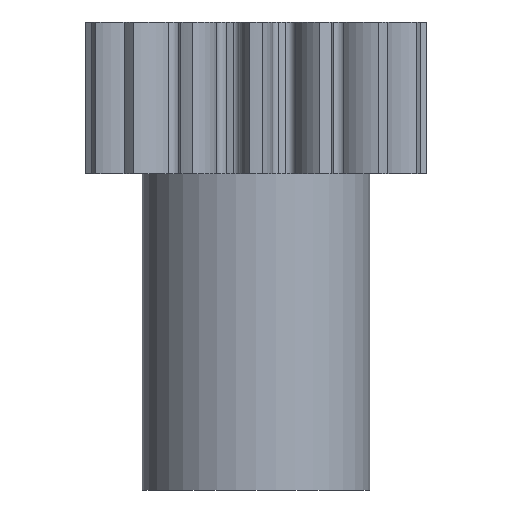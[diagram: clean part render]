
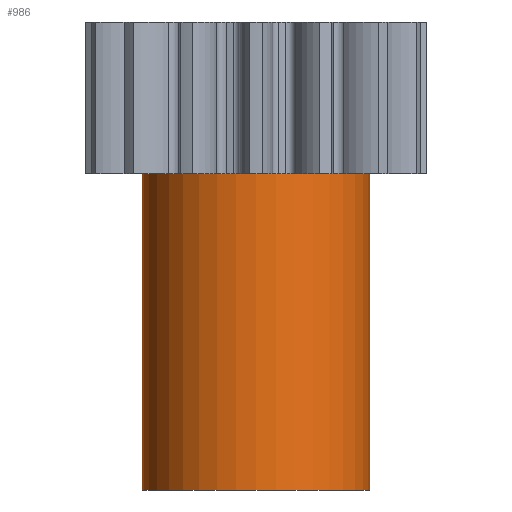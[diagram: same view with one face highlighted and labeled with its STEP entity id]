
A CAD part, front view. The second image highlights one B-rep face of the part: STEP entity #986.
In plain terms, the highlighted cylindrical face has radius 9 mm (diameter 18 mm), a partial arc.
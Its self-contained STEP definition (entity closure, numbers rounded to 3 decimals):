
#241 = CARTESIAN_POINT ( 'NONE',  ( 9., 0., -25. ) ) ;
#252 = CARTESIAN_POINT ( 'NONE',  ( 9., 0., 0. ) ) ;
#253 = DIRECTION ( 'NONE',  ( 0., 0., 1. ) ) ;
#254 = VECTOR ( 'NONE', #253, 1000. ) ;
#255 = CARTESIAN_POINT ( 'NONE',  ( -9., 0., -25. ) ) ;
#259 = LINE ( 'NONE', #255, #254 ) ;
#261 = CARTESIAN_POINT ( 'NONE',  ( -9., 0., 0. ) ) ;
#449 = CARTESIAN_POINT ( 'NONE',  ( -9., 0., -25. ) ) ;
#986 = ADVANCED_FACE ( 'NONE', ( #2794 ), #2704, .T. ) ;
#1005 = EDGE_LOOP ( 'NONE', ( #1044, #1046, #1054, #1050 ) ) ;
#1044 = ORIENTED_EDGE ( 'NONE', *, *, #3415, .F. ) ;
#1046 = ORIENTED_EDGE ( 'NONE', *, *, #1049, .T. ) ;
#1049 = EDGE_CURVE ( 'NONE', #3410, #3424, #2760, .T. ) ;
#1050 = ORIENTED_EDGE ( 'NONE', *, *, #3002, .F. ) ;
#1054 = ORIENTED_EDGE ( 'NONE', *, *, #3397, .T. ) ;
#2529 = DIRECTION ( 'NONE',  ( 0., 0., 1. ) ) ;
#2530 = VECTOR ( 'NONE', #2529, 1000. ) ;
#2532 = CARTESIAN_POINT ( 'NONE',  ( 9., 0., -25. ) ) ;
#2548 = LINE ( 'NONE', #2532, #2530 ) ;
#2704 = CYLINDRICAL_SURFACE ( 'NONE', #2766, 9. ) ;
#2743 = DIRECTION ( 'NONE',  ( 1., 0., 0. ) ) ;
#2745 = DIRECTION ( 'NONE',  ( 0., 0., 1. ) ) ;
#2746 = CARTESIAN_POINT ( 'NONE',  ( 0., 0., -25. ) ) ;
#2756 = AXIS2_PLACEMENT_3D ( 'NONE', #2746, #2745, #2743 ) ;
#2760 = CIRCLE ( 'NONE', #2756, 9. ) ;
#2766 = AXIS2_PLACEMENT_3D ( 'NONE', #2787, #2841, #2840 ) ;
#2787 = CARTESIAN_POINT ( 'NONE',  ( 0., 0., -25. ) ) ;
#2794 = FACE_OUTER_BOUND ( 'NONE', #1005, .T. ) ;
#2840 = DIRECTION ( 'NONE',  ( 1., 0., 0. ) ) ;
#2841 = DIRECTION ( 'NONE',  ( 0., 0., 1. ) ) ;
#3002 = EDGE_CURVE ( 'NONE', #3420, #3418, #3274, .T. ) ;
#3274 = CIRCLE ( 'NONE', #3305, 9. ) ;
#3305 = AXIS2_PLACEMENT_3D ( 'NONE', #3307, #3308, #3306 ) ;
#3306 = DIRECTION ( 'NONE',  ( 1., 0., 0. ) ) ;
#3307 = CARTESIAN_POINT ( 'NONE',  ( 0., 0., 0. ) ) ;
#3308 = DIRECTION ( 'NONE',  ( 0., 0., 1. ) ) ;
#3397 = EDGE_CURVE ( 'NONE', #3424, #3418, #2548, .T. ) ;
#3410 = VERTEX_POINT ( 'NONE', #449 ) ;
#3415 = EDGE_CURVE ( 'NONE', #3410, #3420, #259, .T. ) ;
#3418 = VERTEX_POINT ( 'NONE', #252 ) ;
#3420 = VERTEX_POINT ( 'NONE', #261 ) ;
#3424 = VERTEX_POINT ( 'NONE', #241 ) ;
